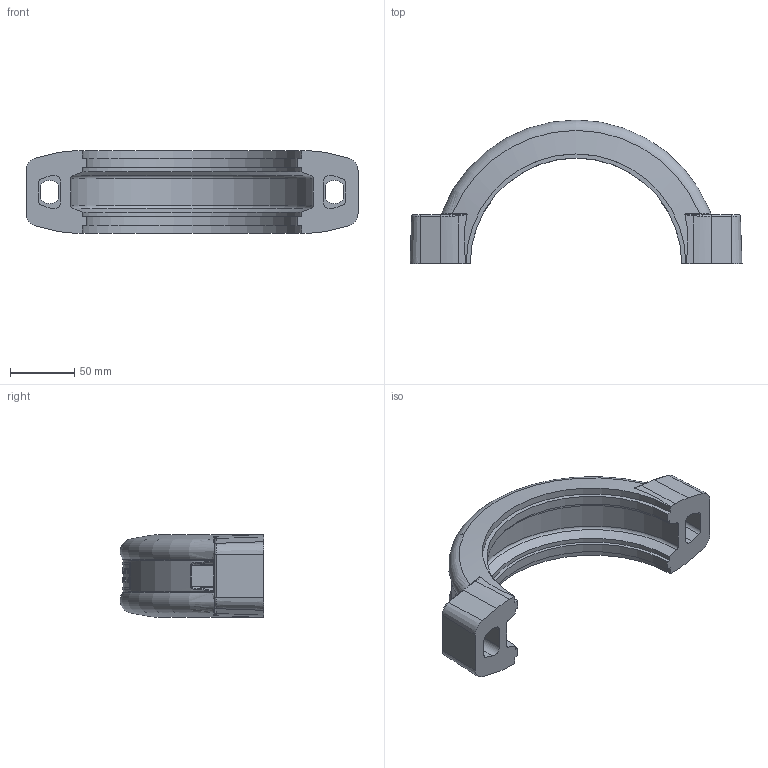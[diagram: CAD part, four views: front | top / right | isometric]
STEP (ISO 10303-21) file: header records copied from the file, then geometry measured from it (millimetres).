
FILE_DESCRIPTION(/* description */ ('PIEDMONT STYLE P LOW-PRESSURE GLASSFIBER COMPOSITE RESIN COUPLING'),/* implementation_level */ '2;1');
FILE_NAME(/* name */ 'StyleP_6.0inches_old_vault.stp',/* time_stamp */ '2015-04-13T15:12:51-04:00',/* author */ ('Abdullah.Hafiz'),/* organization */ (''),/* preprocessor_version */ 'ST-DEVELOPER v15.6',/* originating_system */ 'Autodesk Inventor 2015',/* authorisation */ '');
FILE_SCHEMA (('AUTOMOTIVE_DESIGN { 1 0 10303 214 3 1 1 }'));
Length unit declared in the file: inch
Products named in the file (1): StyleP_6.0inches_old_vault
Bounding box: 258.57 x 111.99 x 64.01 mm (x, y, z)
Volume: 454272.3 mm3; surface area: 72958.4 mm2
Topology: 1 solids, 1 shells, 434 faces, 1138 edges, 736 vertices
Faces by surface type: bspline 175, plane 157, cylinder 60, torus 18, cone 16, sphere 8
Entity records: 17050 total; most frequent: CARTESIAN_POINT 7278, ORIENTED_EDGE 2272, DIRECTION 1588, EDGE_CURVE 1136, VERTEX_POINT 736, AXIS2_PLACEMENT_3D 550, LINE 488, VECTOR 488
